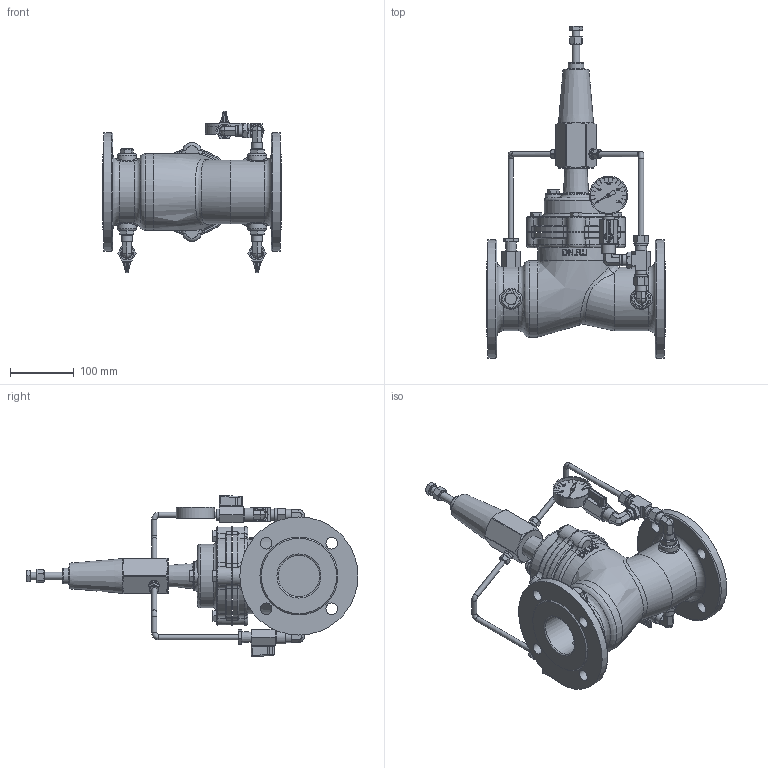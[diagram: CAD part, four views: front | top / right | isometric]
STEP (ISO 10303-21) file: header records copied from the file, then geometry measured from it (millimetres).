
FILE_DESCRIPTION(/* description */ (''),/* implementation_level */ '2;1');
FILE_NAME(/* name */ 'DN65_3D_STEP.stp',/* time_stamp */ '2024-12-22T19:15:49+03:00',/* author */ ('igorr'),/* organization */ (''),/* preprocessor_version */ 'ST-DEVELOPER v20',/* originating_system */ 'Autodesk Inventor 2025',/* authorisation */ '');
FILE_SCHEMA (('AUTOMOTIVE_DESIGN { 1 0 10303 214 3 1 1 }'));
Products named in the file (14): Сборка1; Деталь1; Деталь2; AS 1110 - M12 x 60; ANSI B18.2.4.2M - M12x1,75; AS 1110 - M12 x 20; AS 1110 - M10 x 16; Parker, симметричный входящий 
тройник VS272NTA VS272NTA-8-8; Parker, входящее колено,
 шарнирное 90° W169PL W169PL-6-
8; Parker, охватываемый-охватывающий 
концы труб, компактная 
ручка, шаровой мини-
клапан608 MV608-8; Деталь3; JIS B 2301 Втулка типа 
i - Класс II 3/8 x 1/4; Деталь5; Деталь4
Assembly tree (25 placements, depth 2):
  Сборка1
    Деталь1
    Деталь2
    AS 1110 - M12 x 60
    ANSI B18.2.4.2M - M12x1,75
    AS 1110 - M12 x 20
    AS 1110 - M10 x 16  x6
    Parker, входящее колено,
 шарнирное 90° W169PL W169PL-6-
8  x4
    Parker, симметричный входящий 
тройник VS272NTA VS272NTA-8-8
    Parker, охватываемый-охватывающий 
концы труб, компактная 
ручка, шаровой мини-
клапан608 MV608-8  x3
    Деталь3  x2
    JIS B 2301 Втулка типа 
i - Класс II 3/8 x 1/4  x2
    Деталь5
    Деталь4
Bounding box: 280 x 520 x 252.51 mm (x, y, z)
Volume: 4447948.4 mm3; surface area: 462371.2 mm2
Topology: 25 solids, 25 shells, 1444 faces, 3392 edges, 2132 vertices
Faces by surface type: plane 725, cylinder 274, cone 207, bspline 127, torus 99, sphere 12
Full cylindrical faces by diameter (mm): 2.03 x1, 3 x1, 7 x3, 7.544 x8, 7.732 x4, 8 x9, 8.585 x2, 9.652 x3, 10 x7, 10.106 x1, 10.302 x1, 11 x6, 11.445 x2, 12 x6, 12.065 x3, 12.446 x3, 13.167 x4, 13.194 x3, 15 x3, 16 x6, 16.459 x4, 16.669 x8, 16.764 x8, 17.005 x2, 17.536 x1, 18 x11, 20.066 x2, 21.158 x6, 25 x3, 30 x4
Entity records: 34744 total; most frequent: CARTESIAN_POINT 9892, ORIENTED_EDGE 5034, DIRECTION 4685, EDGE_CURVE 2517, AXIS2_PLACEMENT_3D 1776, VERTEX_POINT 1600, EDGE_LOOP 1175, LINE 1133
